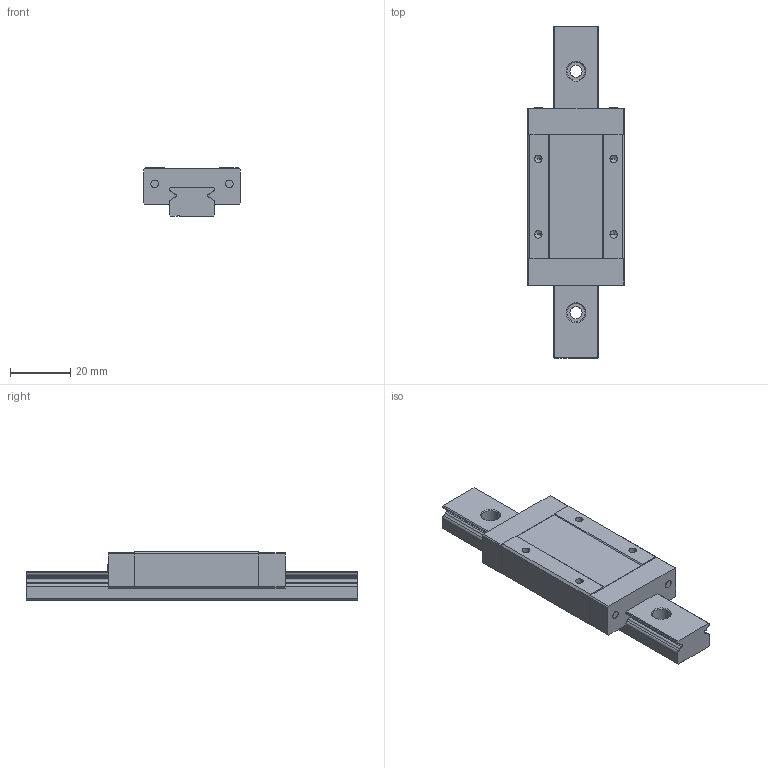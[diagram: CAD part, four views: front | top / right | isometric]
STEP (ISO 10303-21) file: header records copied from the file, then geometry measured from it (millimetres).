
FILE_DESCRIPTION (( 'STEP AP203' ), '1' );
FILE_NAME ('SBML 15.STEP', '2014-11-21T00:57:23', ( 'star' ), ( '' ), 'SwSTEP 2.0', 'SolidWorks 2013', '' );
FILE_SCHEMA (( 'CONFIG_CONTROL_DESIGN' ));
Length unit declared in the file: millimetre
Products named in the file (4): SBML 15; SBML 15_03; SBML 15_01; SBML 15_02
Assembly tree (4 placements, depth 2):
  SBML 15
    SBML 15_01
    SBML 15_02
    SBML 15_03  x2
Bounding box: 32 x 110 x 16 mm (x, y, z)
Volume: 31597.4 mm3; surface area: 14661.2 mm2
Topology: 4 solids, 4 shells, 217 faces, 579 edges, 365 vertices
Faces by surface type: cylinder 101, plane 80, cone 36
Entity records: 5639 total; most frequent: DIRECTION 963, CARTESIAN_POINT 894, ORIENTED_EDGE 866, EDGE_CURVE 433, AXIS2_PLACEMENT_3D 353, VERTEX_POINT 284, LINE 257, VECTOR 257
